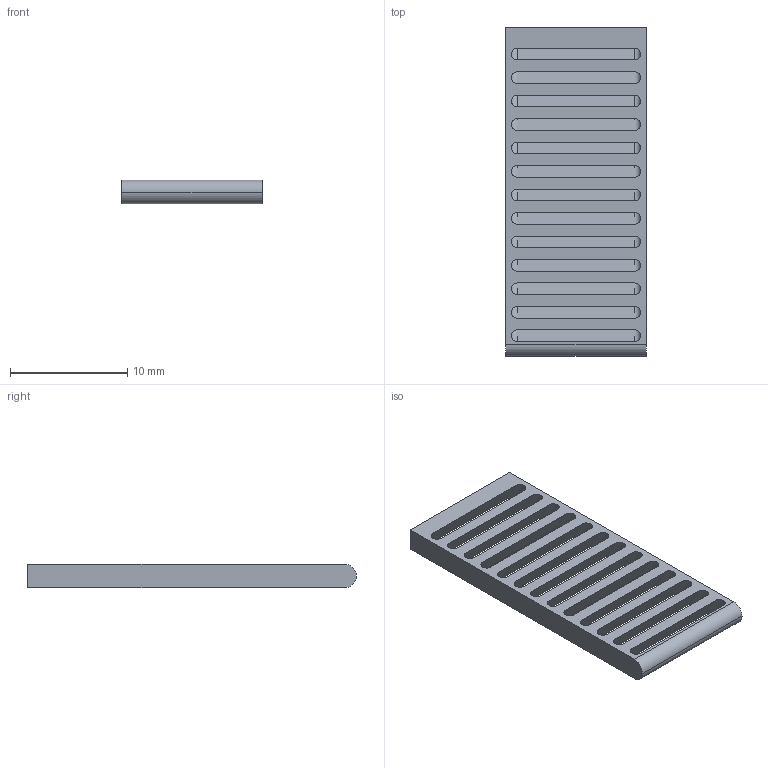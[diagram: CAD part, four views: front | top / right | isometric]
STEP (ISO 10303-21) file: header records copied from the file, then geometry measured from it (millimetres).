
FILE_DESCRIPTION (( 'STEP AP214' ), '1' );
FILE_NAME ('ENJOLIVEUR SUPERIEUR UR.STEP', '2020-02-26T17:45:33', ( '' ), ( '' ), 'SwSTEP 2.0', 'SolidWorks 2019', '' );
FILE_SCHEMA (( 'AUTOMOTIVE_DESIGN' ));
Length unit declared in the file: millimetre
Products named in the file (1): ENJOLIVEUR SUPERIEUR UR
Bounding box: 12 x 28 x 2 mm (x, y, z)
Volume: 386.4 mm3; surface area: 1229 mm2
Topology: 1 solids, 1 shells, 72 faces, 210 edges, 140 vertices
Faces by surface type: bspline 39, plane 31, cylinder 2
Entity records: 3373 total; most frequent: CARTESIAN_POINT 1567, ORIENTED_EDGE 420, DIRECTION 282, EDGE_CURVE 210, VERTEX_POINT 140, LINE 128, VECTOR 128, EDGE_LOOP 98
